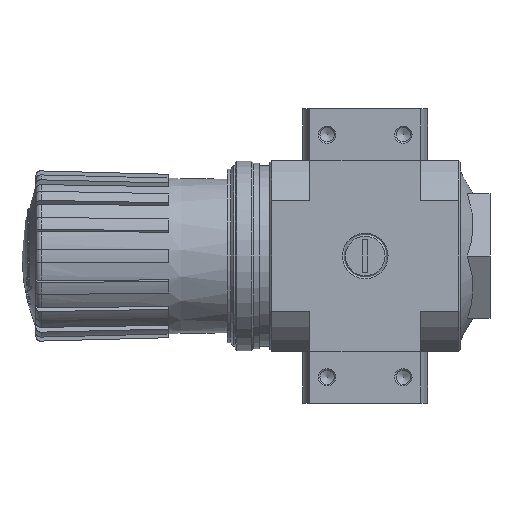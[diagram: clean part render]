
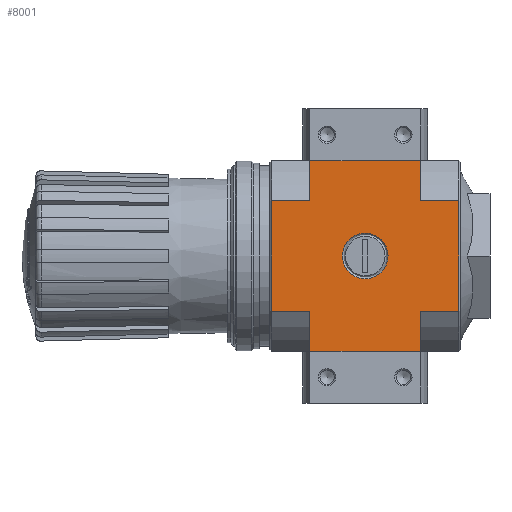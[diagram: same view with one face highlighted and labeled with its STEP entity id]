
A CAD part, left-side view. The second image highlights one B-rep face of the part: STEP entity #8001.
In plain terms, the highlighted face is planar.
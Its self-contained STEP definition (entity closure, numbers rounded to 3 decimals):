
#210=LINE('',#11180,#581);
#326=LINE('',#12469,#697);
#342=LINE('',#12531,#713);
#343=LINE('',#12534,#714);
#344=LINE('',#12536,#715);
#345=LINE('',#12538,#716);
#346=LINE('',#12539,#717);
#347=LINE('',#12541,#718);
#348=LINE('',#12543,#719);
#349=LINE('',#12545,#720);
#350=LINE('',#12547,#721);
#351=LINE('',#12548,#722);
#581=VECTOR('',#9154,1000.);
#697=VECTOR('',#9790,1000.);
#713=VECTOR('',#9828,1000.);
#714=VECTOR('',#9829,1000.);
#715=VECTOR('',#9830,1000.);
#716=VECTOR('',#9831,1000.);
#717=VECTOR('',#9832,1000.);
#718=VECTOR('',#9833,1000.);
#719=VECTOR('',#9834,1000.);
#720=VECTOR('',#9835,1000.);
#721=VECTOR('',#9836,1000.);
#722=VECTOR('',#9837,1000.);
#1033=PLANE('',#8606);
#1330=CIRCLE('',#8607,6.579);
#2172=ORIENTED_EDGE('',*,*,#3810,.T.);
#2173=ORIENTED_EDGE('',*,*,#3811,.T.);
#2174=ORIENTED_EDGE('',*,*,#3812,.F.);
#2175=ORIENTED_EDGE('',*,*,#3813,.T.);
#2176=ORIENTED_EDGE('',*,*,#3814,.F.);
#2177=ORIENTED_EDGE('',*,*,#3377,.F.);
#2178=ORIENTED_EDGE('',*,*,#3815,.T.);
#2179=ORIENTED_EDGE('',*,*,#3816,.F.);
#2180=ORIENTED_EDGE('',*,*,#3817,.T.);
#2181=ORIENTED_EDGE('',*,*,#3818,.F.);
#2182=ORIENTED_EDGE('',*,*,#3819,.T.);
#2183=ORIENTED_EDGE('',*,*,#3785,.F.);
#2184=ORIENTED_EDGE('',*,*,#3820,.F.);
#3377=EDGE_CURVE('',#4288,#4289,#210,.T.);
#3785=EDGE_CURVE('',#4583,#4584,#326,.T.);
#3810=EDGE_CURVE('',#4602,#4602,#1330,.T.);
#3811=EDGE_CURVE('',#4603,#4604,#342,.F.);
#3812=EDGE_CURVE('',#4605,#4604,#343,.T.);
#3813=EDGE_CURVE('',#4605,#4606,#344,.T.);
#3814=EDGE_CURVE('',#4289,#4606,#345,.T.);
#3815=EDGE_CURVE('',#4288,#4607,#346,.T.);
#3816=EDGE_CURVE('',#4608,#4607,#347,.T.);
#3817=EDGE_CURVE('',#4608,#4609,#348,.T.);
#3818=EDGE_CURVE('',#4610,#4609,#349,.F.);
#3819=EDGE_CURVE('',#4610,#4584,#350,.T.);
#3820=EDGE_CURVE('',#4603,#4583,#351,.T.);
#4288=VERTEX_POINT('',#11179);
#4289=VERTEX_POINT('',#11181);
#4583=VERTEX_POINT('',#12468);
#4584=VERTEX_POINT('',#12470);
#4602=VERTEX_POINT('',#12530);
#4603=VERTEX_POINT('',#12532);
#4604=VERTEX_POINT('',#12533);
#4605=VERTEX_POINT('',#12535);
#4606=VERTEX_POINT('',#12537);
#4607=VERTEX_POINT('',#12540);
#4608=VERTEX_POINT('',#12542);
#4609=VERTEX_POINT('',#12544);
#4610=VERTEX_POINT('',#12546);
#5207=EDGE_LOOP('',(#2172));
#5208=EDGE_LOOP('',(#2173,#2174,#2175,#2176,#2177,#2178,#2179,#2180,#2181,
#2182,#2183,#2184));
#5768=FACE_BOUND('',#5207,.T.);
#5769=FACE_BOUND('',#5208,.T.);
#8001=ADVANCED_FACE('',(#5768,#5769),#1033,.F.);
#8606=AXIS2_PLACEMENT_3D('',#12528,#9824,#9825);
#8607=AXIS2_PLACEMENT_3D('',#12529,#9826,#9827);
#9154=DIRECTION('',(0.,1.,0.));
#9790=DIRECTION('',(0.,-1.,0.));
#9824=DIRECTION('',(0.,0.,1.));
#9825=DIRECTION('',(1.,0.,0.));
#9826=DIRECTION('',(0.,0.,1.));
#9827=DIRECTION('',(1.,0.,0.));
#9828=DIRECTION('',(0.,-1.,0.));
#9829=DIRECTION('',(-1.,0.,0.));
#9830=DIRECTION('',(0.,-1.,0.));
#9831=DIRECTION('',(-1.,0.,0.));
#9832=DIRECTION('',(-1.,0.,0.));
#9833=DIRECTION('',(0.,1.,0.));
#9834=DIRECTION('',(-1.,0.,0.));
#9835=DIRECTION('',(0.,1.,0.));
#9836=DIRECTION('',(-1.,0.,0.));
#9837=DIRECTION('',(-1.,0.,0.));
#11179=CARTESIAN_POINT('',(27.5,-16.,-27.5));
#11180=CARTESIAN_POINT('',(27.5,-27.,-27.5));
#11181=CARTESIAN_POINT('',(27.5,16.,-27.5));
#12468=CARTESIAN_POINT('',(-27.5,16.,-27.5));
#12469=CARTESIAN_POINT('',(-27.5,27.,-27.5));
#12470=CARTESIAN_POINT('',(-27.5,-16.,-27.5));
#12528=CARTESIAN_POINT('',(0.,0.,-27.5));
#12529=CARTESIAN_POINT('',(0.,0.,-27.5));
#12530=CARTESIAN_POINT('',(6.579,0.,-27.5));
#12531=CARTESIAN_POINT('',(-15.869,31.,-27.5));
#12532=CARTESIAN_POINT('',(-15.869,16.,-27.5));
#12533=CARTESIAN_POINT('',(-15.869,27.,-27.5));
#12534=CARTESIAN_POINT('',(27.5,27.,-27.5));
#12535=CARTESIAN_POINT('',(15.869,27.,-27.5));
#12536=CARTESIAN_POINT('',(15.869,31.,-27.5));
#12537=CARTESIAN_POINT('',(15.869,16.,-27.5));
#12538=CARTESIAN_POINT('',(0.,16.,-27.5));
#12539=CARTESIAN_POINT('',(0.,-16.,-27.5));
#12540=CARTESIAN_POINT('',(15.869,-16.,-27.5));
#12541=CARTESIAN_POINT('',(15.869,-31.,-27.5));
#12542=CARTESIAN_POINT('',(15.869,-27.,-27.5));
#12543=CARTESIAN_POINT('',(27.5,-27.,-27.5));
#12544=CARTESIAN_POINT('',(-15.869,-27.,-27.5));
#12545=CARTESIAN_POINT('',(-15.869,-31.,-27.5));
#12546=CARTESIAN_POINT('',(-15.869,-16.,-27.5));
#12547=CARTESIAN_POINT('',(0.,-16.,-27.5));
#12548=CARTESIAN_POINT('',(0.,16.,-27.5));
